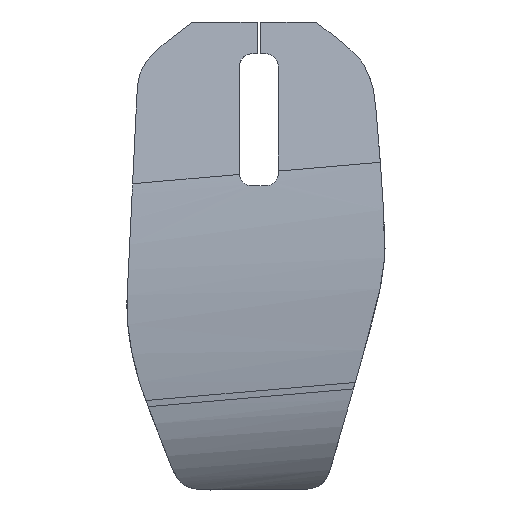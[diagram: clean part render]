
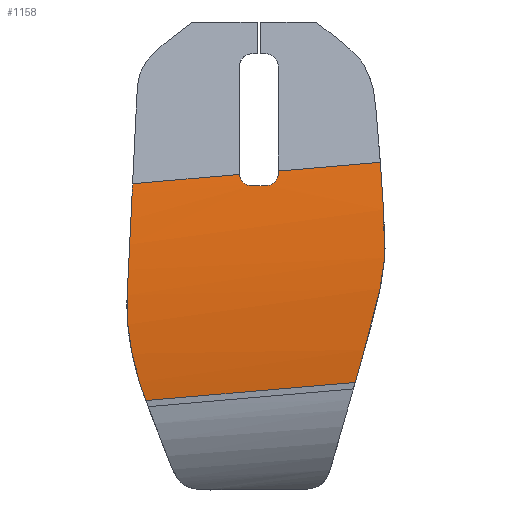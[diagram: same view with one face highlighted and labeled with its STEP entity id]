
A CAD part, top view. The second image highlights one B-rep face of the part: STEP entity #1158.
In plain terms, the highlighted cylindrical face has radius 155 mm (diameter 310 mm), a partial arc.
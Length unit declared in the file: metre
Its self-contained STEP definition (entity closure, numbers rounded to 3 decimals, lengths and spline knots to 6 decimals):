
#54=CYLINDRICAL_SURFACE('',#1245,0.155);
#69=ELLIPSE('',#1226,0.156421,0.155);
#78=ELLIPSE('',#1246,0.155581,0.155);
#79=ELLIPSE('',#1247,1.795102,0.155);
#80=ELLIPSE('',#1248,0.156421,0.155);
#137=B_SPLINE_CURVE_WITH_KNOTS('',3,(#2327,#2328,#2329,#2330,#2331,#2332,
#2333,#2334,#2335,#2336,#2337,#2338,#2339),.UNSPECIFIED.,.F.,.F.,(4,1,1,
1,1,1,1,1,1,1,4),(0.,0.005575,0.01115,0.016726,
0.019513,0.022301,0.025089,0.027876,
0.033451,0.039027,0.044602),.UNSPECIFIED.);
#145=B_SPLINE_CURVE_WITH_KNOTS('',3,(#2536,#2537,#2538,#2539,#2540,#2541,
#2542,#2543),.UNSPECIFIED.,.F.,.F.,(4,1,1,1,1,4),(0.,0.002608,
0.005215,0.01043,0.015645,0.02086),
 .UNSPECIFIED.);
#150=B_SPLINE_CURVE_WITH_KNOTS('',3,(#2662,#2663,#2664,#2665),
 .UNSPECIFIED.,.F.,.F.,(4,4),(0.,0.004624),.UNSPECIFIED.);
#159=B_SPLINE_CURVE_WITH_KNOTS('',3,(#2810,#2811,#2812,#2813),
 .UNSPECIFIED.,.F.,.F.,(4,4),(0.,0.008039),.UNSPECIFIED.);
#163=B_SPLINE_CURVE_WITH_KNOTS('',3,(#2835,#2836,#2837,#2838,#2839),
 .UNSPECIFIED.,.F.,.F.,(4,1,4),(0.,0.002364,0.004729),
 .UNSPECIFIED.);
#164=B_SPLINE_CURVE_WITH_KNOTS('',3,(#2843,#2844,#2845,#2846,#2847),
 .UNSPECIFIED.,.F.,.F.,(4,1,4),(0.,0.002215,0.004431),
 .UNSPECIFIED.);
#328=ORIENTED_EDGE('',*,*,#654,.F.);
#329=ORIENTED_EDGE('',*,*,#655,.T.);
#330=ORIENTED_EDGE('',*,*,#656,.T.);
#331=ORIENTED_EDGE('',*,*,#657,.T.);
#332=ORIENTED_EDGE('',*,*,#584,.F.);
#333=ORIENTED_EDGE('',*,*,#658,.T.);
#334=ORIENTED_EDGE('',*,*,#561,.T.);
#335=ORIENTED_EDGE('',*,*,#632,.T.);
#336=ORIENTED_EDGE('',*,*,#638,.T.);
#337=ORIENTED_EDGE('',*,*,#653,.T.);
#338=ORIENTED_EDGE('',*,*,#648,.T.);
#339=ORIENTED_EDGE('',*,*,#619,.T.);
#340=ORIENTED_EDGE('',*,*,#571,.F.);
#561=EDGE_CURVE('',#740,#741,#69,.T.);
#571=EDGE_CURVE('',#750,#751,#857,.T.);
#584=EDGE_CURVE('',#762,#763,#864,.T.);
#619=EDGE_CURVE('',#792,#751,#137,.T.);
#632=EDGE_CURVE('',#741,#798,#145,.T.);
#638=EDGE_CURVE('',#798,#804,#150,.T.);
#648=EDGE_CURVE('',#811,#792,#159,.T.);
#653=EDGE_CURVE('',#804,#811,#887,.T.);
#654=EDGE_CURVE('',#813,#750,#78,.F.);
#655=EDGE_CURVE('',#813,#814,#163,.T.);
#656=EDGE_CURVE('',#814,#815,#79,.F.);
#657=EDGE_CURVE('',#815,#763,#164,.T.);
#658=EDGE_CURVE('',#762,#740,#80,.T.);
#740=VERTEX_POINT('',#1584);
#741=VERTEX_POINT('',#1585);
#750=VERTEX_POINT('',#1684);
#751=VERTEX_POINT('',#1686);
#762=VERTEX_POINT('',#1737);
#763=VERTEX_POINT('',#1739);
#792=VERTEX_POINT('',#2228);
#798=VERTEX_POINT('',#2535);
#804=VERTEX_POINT('',#2661);
#811=VERTEX_POINT('',#2814);
#813=VERTEX_POINT('',#2834);
#814=VERTEX_POINT('',#2840);
#815=VERTEX_POINT('',#2842);
#857=LINE('',#1685,#912);
#864=LINE('',#1738,#919);
#887=LINE('',#2831,#942);
#912=VECTOR('',#1318,1.);
#919=VECTOR('',#1327,1.);
#942=VECTOR('',#1380,1.);
#985=EDGE_LOOP('',(#328,#329,#330,#331,#332,#333,#334,#335,#336,#337,#338,
#339,#340));
#1067=FACE_BOUND('',#985,.T.);
#1158=ADVANCED_FACE('',(#1067),#54,.T.);
#1226=AXIS2_PLACEMENT_3D('',#1583,#1308,#1309);
#1245=AXIS2_PLACEMENT_3D('',#2832,#1381,#1382);
#1246=AXIS2_PLACEMENT_3D('',#2833,#1383,#1384);
#1247=AXIS2_PLACEMENT_3D('',#2841,#1385,#1386);
#1248=AXIS2_PLACEMENT_3D('',#2848,#1387,#1388);
#1308=DIRECTION('',(0.999,-0.048,0.));
#1309=DIRECTION('',(0.048,0.999,0.));
#1318=DIRECTION('',(0.996,0.086,0.));
#1327=DIRECTION('',(0.996,0.086,0.));
#1380=DIRECTION('',(0.996,0.086,0.));
#1381=DIRECTION('',(0.996,0.086,0.));
#1382=DIRECTION('',(-0.086,0.996,0.));
#1383=DIRECTION('',(1.,0.,0.));
#1384=DIRECTION('',(0.,1.,0.));
#1385=DIRECTION('',(0.,1.,0.));
#1386=DIRECTION('',(1.,0.,0.));
#1387=DIRECTION('',(0.999,-0.048,0.));
#1388=DIRECTION('',(0.048,0.999,0.));
#1583=CARTESIAN_POINT('',(0.039824,-0.003322,-0.125045));
#1584=CARTESIAN_POINT('',(0.041278,0.026652,0.027075));
#1585=CARTESIAN_POINT('',(0.040122,0.002817,0.029835));
#1684=CARTESIAN_POINT('',(0.075832,0.032162,0.026564));
#1685=CARTESIAN_POINT('',(0.02617,0.027858,0.026564));
#1686=CARTESIAN_POINT('',(0.099982,0.034255,0.026564));
#1737=CARTESIAN_POINT('',(0.041401,0.029178,0.026564));
#1738=CARTESIAN_POINT('',(0.02617,0.027858,0.026564));
#1739=CARTESIAN_POINT('',(0.066647,0.031366,0.026564));
#2228=CARTESIAN_POINT('',(0.096231,-0.010114,0.029517));
#2327=CARTESIAN_POINT('',(0.096231,-0.010114,0.029517));
#2328=CARTESIAN_POINT('',(0.096744,-0.008314,0.029649));
#2329=CARTESIAN_POINT('',(0.097781,-0.004716,0.029853));
#2330=CARTESIAN_POINT('',(0.099154,0.000709,0.029981));
#2331=CARTESIAN_POINT('',(0.100129,0.005256,0.029937));
#2332=CARTESIAN_POINT('',(0.100726,0.008923,0.029807));
#2333=CARTESIAN_POINT('',(0.101044,0.011695,0.029661));
#2334=CARTESIAN_POINT('',(0.101127,0.014505,0.029461));
#2335=CARTESIAN_POINT('',(0.100952,0.018301,0.02912));
#2336=CARTESIAN_POINT('',(0.100745,0.023029,0.028562));
#2337=CARTESIAN_POINT('',(0.100395,0.028663,0.027685));
#2338=CARTESIAN_POINT('',(0.100125,0.032395,0.026961));
#2339=CARTESIAN_POINT('',(0.099982,0.034255,0.026564));
#2535=CARTESIAN_POINT('',(0.043016,-0.017763,0.02926));
#2536=CARTESIAN_POINT('',(0.040122,0.002817,0.029835));
#2537=CARTESIAN_POINT('',(0.04008,0.001946,0.029869));
#2538=CARTESIAN_POINT('',(0.040007,0.000204,0.029922));
#2539=CARTESIAN_POINT('',(0.04011,-0.00327,0.029972));
#2540=CARTESIAN_POINT('',(0.040607,-0.007607,0.029924));
#2541=CARTESIAN_POINT('',(0.041566,-0.012753,0.029689));
#2542=CARTESIAN_POINT('',(0.04248,-0.016109,0.029421));
#2543=CARTESIAN_POINT('',(0.043016,-0.017763,0.02926));
#2661=CARTESIAN_POINT('',(0.044539,-0.022102,0.028771));
#2662=CARTESIAN_POINT('',(0.043016,-0.017763,0.02926));
#2663=CARTESIAN_POINT('',(0.043489,-0.019224,0.029117));
#2664=CARTESIAN_POINT('',(0.044006,-0.020667,0.028955));
#2665=CARTESIAN_POINT('',(0.044539,-0.022102,0.028771));
#2810=CARTESIAN_POINT('',(0.094039,-0.017812,0.028771));
#2811=CARTESIAN_POINT('',(0.094768,-0.015251,0.029081));
#2812=CARTESIAN_POINT('',(0.095498,-0.012685,0.029329));
#2813=CARTESIAN_POINT('',(0.096231,-0.010114,0.029517));
#2814=CARTESIAN_POINT('',(0.094039,-0.017812,0.028771));
#2831=CARTESIAN_POINT('',(0.030604,-0.02331,0.028771));
#2832=CARTESIAN_POINT('',(0.028954,-0.004265,-0.125045));
#2833=CARTESIAN_POINT('',(0.075832,-0.000202,-0.125045));
#2834=CARTESIAN_POINT('',(0.075832,0.03167,0.026667));
#2835=CARTESIAN_POINT('',(0.075832,0.03167,0.026667));
#2836=CARTESIAN_POINT('',(0.075832,0.030888,0.026831));
#2837=CARTESIAN_POINT('',(0.075198,0.029342,0.027127));
#2838=CARTESIAN_POINT('',(0.073631,0.02867,0.027226));
#2839=CARTESIAN_POINT('',(0.072832,0.02867,0.027213));
#2840=CARTESIAN_POINT('',(0.072832,0.02867,0.027213));
#2841=CARTESIAN_POINT('',(0.408955,0.02867,-0.125045));
#2842=CARTESIAN_POINT('',(0.069632,0.02867,0.02716));
#2843=CARTESIAN_POINT('',(0.069632,0.02867,0.02716));
#2844=CARTESIAN_POINT('',(0.068883,0.02867,0.027148));
#2845=CARTESIAN_POINT('',(0.067419,0.029252,0.027013));
#2846=CARTESIAN_POINT('',(0.066721,0.030637,0.02672));
#2847=CARTESIAN_POINT('',(0.066647,0.031366,0.026564));
#2848=CARTESIAN_POINT('',(0.039824,-0.003322,-0.125045));
